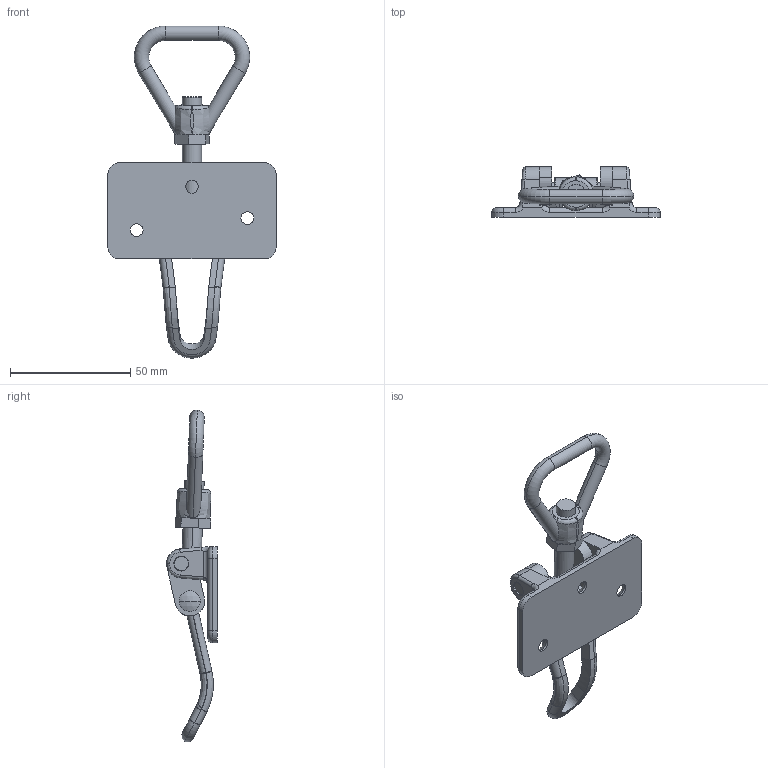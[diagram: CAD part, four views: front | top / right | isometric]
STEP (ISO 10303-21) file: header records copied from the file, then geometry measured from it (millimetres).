
FILE_DESCRIPTION (( 'STEP AP214' ), '1' );
FILE_NAME ('510219 - 103 C Kromad.STEP', '2016-12-30T07:33:46', ( '' ), ( '' ), 'SwSTEP 2.0', 'SolidWorks 2015', '' );
FILE_SCHEMA (( 'AUTOMOTIVE_DESIGN' ));
Length unit declared in the file: millimetre
Products named in the file (7): Justerskruv M8; Ring 3; Mutter M8x13x4; Hålnit 6x32; bygel 3; 103 C; 510219 - 103 C Kromad
Assembly tree (6 placements, depth 2):
  510219 - 103 C Kromad
    103 C
    bygel 3
    Hålnit 6x32
    Mutter M8x13x4
    Ring 3
    Justerskruv M8
Bounding box: 70 x 21.14 x 138.06 mm (x, y, z)
Volume: 27883.7 mm3; surface area: 18220.9 mm2
Topology: 6 solids, 6 shells, 218 faces, 533 edges, 329 vertices
Faces by surface type: cylinder 89, plane 62, bspline 40, torus 19, cone 6, sphere 2
Entity records: 9208 total; most frequent: CARTESIAN_POINT 4094, ORIENTED_EDGE 1062, DIRECTION 956, EDGE_CURVE 531, AXIS2_PLACEMENT_3D 376, VERTEX_POINT 329, EDGE_LOOP 244, FACE_OUTER_BOUND 218
